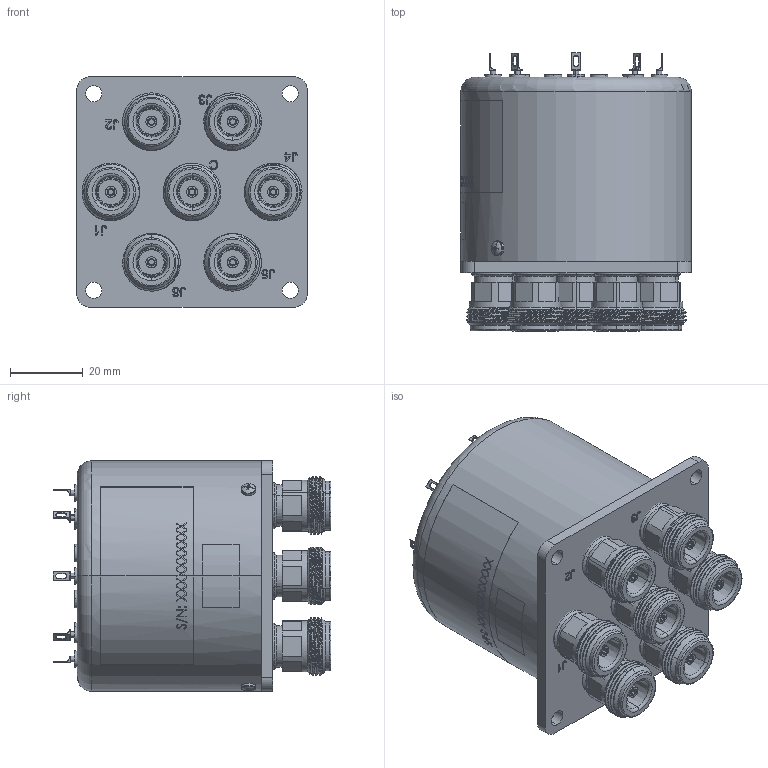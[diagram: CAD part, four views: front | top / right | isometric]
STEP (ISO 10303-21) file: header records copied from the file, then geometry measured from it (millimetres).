
FILE_DESCRIPTION (( 'STEP AP203' ), '1' );
FILE_NAME ('PE71S6504_3D.STEP', '2022-05-12T16:38:54', ( '' ), ( '' ), 'SwSTEP 2.0', 'SolidWorks 2021', '' );
FILE_SCHEMA (( 'CONFIG_CONTROL_DESIGN' ));
Length unit declared in the file: inch
Products named in the file (8): B16021003_defeature^B16-0AK000-T_16S-N2N2-1212-P(2)_PE71S6504; A12075Y04_-201^B16-0AK000-T_16S-N2N2-1212-P(2)_PE71S6504; R040691-e360_-03^B16-0AK000-T_16S-N2N2-1212-P(2)_PE71S6504; B16061005-e360_-22h^B16-0AK000-T_16S-N2N2-1212-P(2)_PE71S6504; NEW N connector^B16-0AK000-T_16S-N2N2-1212-P(2)_PE71S6504; PE71S6504_3D; R10432-e360^B16-0AK000-T_16S-N2N2-1212-P(2)_PE71S6504; B16-0AK000-T_16S-N2N2-1212-P(2)^PE71S6504
Assembly tree (28 placements, depth 3):
  PE71S6504_3D
    B16-0AK000-T_16S-N2N2-1212-P(2)^PE71S6504
      B16021003_defeature^B16-0AK000-T_16S-N2N2-1212-P(2)_PE71S6504
      NEW N connector^B16-0AK000-T_16S-N2N2-1212-P(2)_PE71S6504  x7
      B16061005-e360_-22h^B16-0AK000-T_16S-N2N2-1212-P(2)_PE71S6504
      A12075Y04_-201^B16-0AK000-T_16S-N2N2-1212-P(2)_PE71S6504  x2
      R040691-e360_-03^B16-0AK000-T_16S-N2N2-1212-P(2)_PE71S6504  x7
      R10432-e360^B16-0AK000-T_16S-N2N2-1212-P(2)_PE71S6504  x9
Bounding box: 63.53 x 76.46 x 63.5 mm (x, y, z)
Volume: 63542.4 mm3; surface area: 55719.2 mm2
Topology: 27 solids, 27 shells, 1578 faces, 4000 edges, 2589 vertices
Faces by surface type: plane 648, cylinder 435, bspline 275, cone 151, torus 65, sphere 4
Entity records: 35294 total; most frequent: CARTESIAN_POINT 18185, ORIENTED_EDGE 3686, DIRECTION 2500, EDGE_CURVE 1843, VERTEX_POINT 1215, AXIS2_PLACEMENT_3D 894, EDGE_LOOP 800, VECTOR 712
